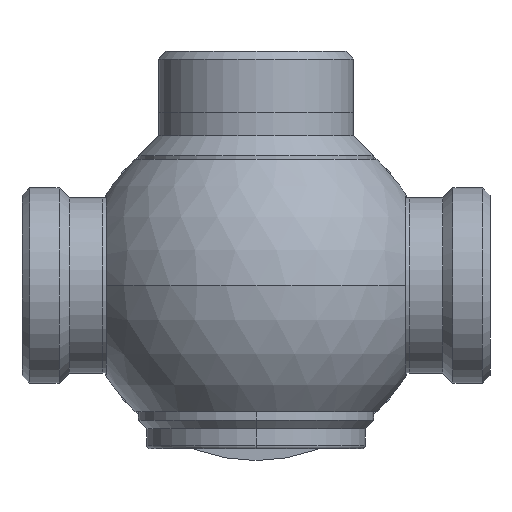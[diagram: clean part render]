
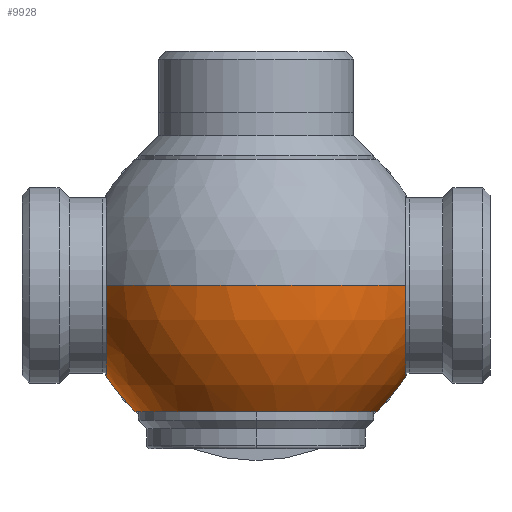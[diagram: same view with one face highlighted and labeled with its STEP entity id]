
A CAD part, front view. The second image highlights one B-rep face of the part: STEP entity #9928.
In plain terms, the highlighted spherical face has radius 52 mm.
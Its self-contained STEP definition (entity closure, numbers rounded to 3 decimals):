
#103 = DIRECTION ( 'NONE',  ( 0., 1., 0. ) ) ;
#196 = DIRECTION ( 'NONE',  ( 0., 0., 1. ) ) ;
#202 = CIRCLE ( 'NONE', #1306, 52. ) ;
#448 = ORIENTED_EDGE ( 'NONE', *, *, #5154, .T. ) ;
#482 = DIRECTION ( 'NONE',  ( 0., 0., -1. ) ) ;
#505 = DIRECTION ( 'NONE',  ( 0., -1., 0. ) ) ;
#515 = CARTESIAN_POINT ( 'NONE',  ( 0., 48.405, 0. ) ) ;
#587 = ORIENTED_EDGE ( 'NONE', *, *, #5423, .T. ) ;
#616 = CIRCLE ( 'NONE', #2025, 36.024 ) ;
#683 = AXIS2_PLACEMENT_3D ( 'NONE', #8093, #4715, #9422 ) ;
#787 = CARTESIAN_POINT ( 'NONE',  ( -19., 48.405, 0. ) ) ;
#850 = AXIS2_PLACEMENT_3D ( 'NONE', #9996, #6820, #11896 ) ;
#898 = ORIENTED_EDGE ( 'NONE', *, *, #5601, .F. ) ;
#1094 = DIRECTION ( 'NONE',  ( 1., 0., 0. ) ) ;
#1123 = DIRECTION ( 'NONE',  ( 0., 0., -1. ) ) ;
#1149 = AXIS2_PLACEMENT_3D ( 'NONE', #8321, #6084, #5223 ) ;
#1261 = AXIS2_PLACEMENT_3D ( 'NONE', #9319, #9598, #8825 ) ;
#1306 = AXIS2_PLACEMENT_3D ( 'NONE', #12740, #1123, #103 ) ;
#1390 = CARTESIAN_POINT ( 'NONE',  ( 0., 48.405, -19. ) ) ;
#1409 = AXIS2_PLACEMENT_3D ( 'NONE', #14244, #8469, #196 ) ;
#1574 = AXIS2_PLACEMENT_3D ( 'NONE', #9801, #1575, #1094 ) ;
#1575 = DIRECTION ( 'NONE',  ( 0., 0., 1. ) ) ;
#1839 = VERTEX_POINT ( 'NONE', #787 ) ;
#2025 = AXIS2_PLACEMENT_3D ( 'NONE', #7298, #7777, #7795 ) ;
#2189 = AXIS2_PLACEMENT_3D ( 'NONE', #515, #505, #482 ) ;
#2566 = ORIENTED_EDGE ( 'NONE', *, *, #5312, .T. ) ;
#2720 = VERTEX_POINT ( 'NONE', #9527 ) ;
#2875 = CIRCLE ( 'NONE', #850, 19. ) ;
#2994 = VERTEX_POINT ( 'NONE', #6346 ) ;
#3351 = CARTESIAN_POINT ( 'NONE',  ( -44.5, -26.903, 0. ) ) ;
#3705 = CARTESIAN_POINT ( 'NONE',  ( 19., 48.405, 0. ) ) ;
#3958 = VERTEX_POINT ( 'NONE', #13286 ) ;
#4033 = ORIENTED_EDGE ( 'NONE', *, *, #4929, .T. ) ;
#4362 = CIRCLE ( 'NONE', #1149, 52. ) ;
#4715 = DIRECTION ( 'NONE',  ( 0., 0., 1. ) ) ;
#4929 = EDGE_CURVE ( 'NONE', #9626, #9308, #5321, .T. ) ;
#5154 = EDGE_CURVE ( 'NONE', #2720, #8153, #616, .T. ) ;
#5193 = CIRCLE ( 'NONE', #1574, 36.024 ) ;
#5223 = DIRECTION ( 'NONE',  ( 1., 0., 0. ) ) ;
#5257 = CIRCLE ( 'NONE', #1261, 26.903 ) ;
#5312 = EDGE_CURVE ( 'NONE', #8153, #2720, #5193, .T. ) ;
#5321 = CIRCLE ( 'NONE', #2189, 19. ) ;
#5333 = EDGE_CURVE ( 'NONE', #3958, #2994, #13907, .T. ) ;
#5423 = EDGE_CURVE ( 'NONE', #2994, #9449, #202, .T. ) ;
#5486 = DIRECTION ( 'NONE',  ( 0., 1., 0. ) ) ;
#5493 = EDGE_CURVE ( 'NONE', #12247, #9449, #5257, .T. ) ;
#5601 = EDGE_CURVE ( 'NONE', #1839, #12247, #4362, .T. ) ;
#5689 = EDGE_CURVE ( 'NONE', #1839, #9626, #2875, .T. ) ;
#5780 = EDGE_CURVE ( 'NONE', #3958, #9308, #13703, .T. ) ;
#5859 = CARTESIAN_POINT ( 'NONE',  ( -36.024, 0., -37.5 ) ) ;
#6084 = DIRECTION ( 'NONE',  ( 0., 0., 1. ) ) ;
#6346 = CARTESIAN_POINT ( 'NONE',  ( 44.5, -26.903, 0. ) ) ;
#6628 = ORIENTED_EDGE ( 'NONE', *, *, #5689, .T. ) ;
#6643 = ORIENTED_EDGE ( 'NONE', *, *, #5333, .T. ) ;
#6701 = ORIENTED_EDGE ( 'NONE', *, *, #5780, .F. ) ;
#6820 = DIRECTION ( 'NONE',  ( 0., -1., 0. ) ) ;
#7298 = CARTESIAN_POINT ( 'NONE',  ( 0., 0., -37.5 ) ) ;
#7777 = DIRECTION ( 'NONE',  ( 0., 0., 1. ) ) ;
#7795 = DIRECTION ( 'NONE',  ( 1., 0., 0. ) ) ;
#8093 = CARTESIAN_POINT ( 'NONE',  ( 0., 0., 0. ) ) ;
#8153 = VERTEX_POINT ( 'NONE', #5859 ) ;
#8321 = CARTESIAN_POINT ( 'NONE',  ( 0., 0., 0. ) ) ;
#8469 = DIRECTION ( 'NONE',  ( -1., 0., 0. ) ) ;
#8825 = DIRECTION ( 'NONE',  ( 0., 0., 1. ) ) ;
#9308 = VERTEX_POINT ( 'NONE', #3705 ) ;
#9319 = CARTESIAN_POINT ( 'NONE',  ( -44.5, 0., 0. ) ) ;
#9422 = DIRECTION ( 'NONE',  ( 1., 0., 0. ) ) ;
#9449 = VERTEX_POINT ( 'NONE', #3351 ) ;
#9527 = CARTESIAN_POINT ( 'NONE',  ( 36.024, 0., -37.5 ) ) ;
#9598 = DIRECTION ( 'NONE',  ( -1., 0., 0. ) ) ;
#9626 = VERTEX_POINT ( 'NONE', #1390 ) ;
#9749 = EDGE_LOOP ( 'NONE', ( #448, #2566 ) ) ;
#9763 = AXIS2_PLACEMENT_3D ( 'NONE', #12798, #11688, #5486 ) ;
#9801 = CARTESIAN_POINT ( 'NONE',  ( 0., 0., -37.5 ) ) ;
#9910 = CARTESIAN_POINT ( 'NONE',  ( -44.5, 26.903, 0. ) ) ;
#9928 = ADVANCED_FACE ( 'NONE', ( #10238, #12556 ), #12627, .T. ) ;
#9996 = CARTESIAN_POINT ( 'NONE',  ( 0., 48.405, 0. ) ) ;
#10238 = FACE_BOUND ( 'NONE', #9749, .T. ) ;
#11181 = EDGE_LOOP ( 'NONE', ( #6643, #587, #11576, #898, #6628, #4033, #6701 ) ) ;
#11576 = ORIENTED_EDGE ( 'NONE', *, *, #5493, .F. ) ;
#11688 = DIRECTION ( 'NONE',  ( 0., 0., -1. ) ) ;
#11896 = DIRECTION ( 'NONE',  ( 0., 0., -1. ) ) ;
#12247 = VERTEX_POINT ( 'NONE', #9910 ) ;
#12556 = FACE_OUTER_BOUND ( 'NONE', #11181, .T. ) ;
#12627 = SPHERICAL_SURFACE ( 'NONE', #9763, 52. ) ;
#12740 = CARTESIAN_POINT ( 'NONE',  ( 0., 0., 0. ) ) ;
#12798 = CARTESIAN_POINT ( 'NONE',  ( 0., 0., 0. ) ) ;
#13286 = CARTESIAN_POINT ( 'NONE',  ( 44.5, 26.903, 0. ) ) ;
#13703 = CIRCLE ( 'NONE', #683, 52. ) ;
#13907 = CIRCLE ( 'NONE', #1409, 26.903 ) ;
#14244 = CARTESIAN_POINT ( 'NONE',  ( 44.5, 0., 0. ) ) ;
